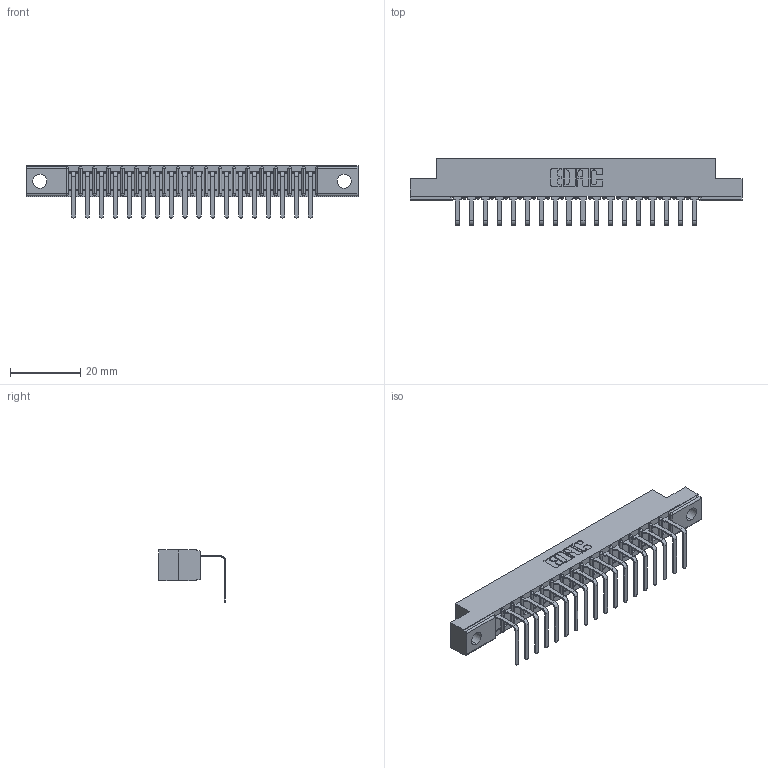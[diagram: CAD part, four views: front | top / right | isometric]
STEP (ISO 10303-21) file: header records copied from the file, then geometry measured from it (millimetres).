
FILE_DESCRIPTION (( 'STEP AP203' ), '1' );
FILE_NAME ('307-018-558-102.STEP', '2019-09-04T13:01:37', ( '' ), ( '' ), 'SwSTEP 2.0', 'SolidWorks 2016', '' );
FILE_SCHEMA (( 'CONFIG_CONTROL_DESIGN' ));
Length unit declared in the file: inch
Products named in the file (3): 307-018-558-102; 307-290-001_558 - 2 (Single); 307 Part_.128 Dia Mounting Holes
Assembly tree (19 placements, depth 2):
  307-018-558-102
    307 Part_.128 Dia Mounting Holes
    307-290-001_558 - 2 (Single)  x18
Bounding box: 94.34 x 18.96 x 14.81 mm (x, y, z)
Volume: 5959.7 mm3; surface area: 9416.4 mm2
Topology: 19 solids, 19 shells, 1217 faces, 3455 edges, 2226 vertices
Faces by surface type: plane 772, cylinder 407, sphere 38
Entity records: 18496 total; most frequent: CARTESIAN_POINT 3108, ORIENTED_EDGE 3094, DIRECTION 3037, EDGE_CURVE 1547, VECTOR 1175, LINE 1175, VERTEX_POINT 1002, AXIS2_PLACEMENT_3D 931
